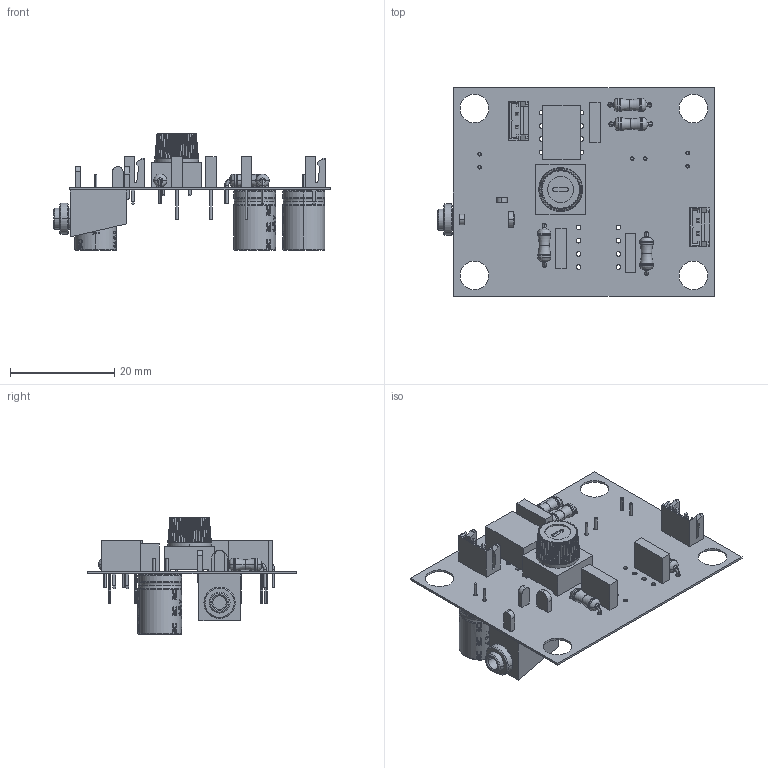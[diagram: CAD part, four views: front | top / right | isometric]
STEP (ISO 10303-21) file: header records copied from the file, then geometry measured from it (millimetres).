
FILE_DESCRIPTION(('Open CASCADE Model'),'2;1');
FILE_NAME('Open CASCADE Shape Model','2026-01-22T17:14:15',('Author'),( 'Open CASCADE'),'Open CASCADE STEP processor 7.5','Open CASCADE 7.5' ,'Unknown');
FILE_SCHEMA(('AUTOMOTIVE_DESIGN { 1 0 10303 214 1 1 1 1 }'));
Length unit declared in the file: millimetre
Products named in the file (16): Open CASCADE STEP translator 7.5 2; Open CASCADE STEP translator 7.5 3; Open CASCADE STEP translator 7.5 4; Open CASCADE STEP translator 7.5 5; Open CASCADE STEP translator 7.5 6; Open CASCADE STEP translator 7.5 7; Open CASCADE STEP translator 7.5 8; Open CASCADE STEP translator 7.5 9; Open CASCADE STEP translator 7.5 10; Open CASCADE STEP translator 7.5 11; Open CASCADE STEP translator 7.5 12; Open CASCADE STEP translator 7.5 13; Open CASCADE STEP translator 7.5 14; Open CASCADE STEP translator 7.5 15; Open CASCADE STEP translator 7.5 16; Open CASCADE STEP translator 7.5 17
Bounding box: 53.04 x 40 x 22.42 mm (x, y, z)
Volume: 4791.3 mm3; surface area: 8005 mm2
Topology: 16 solids, 16 shells, 909 faces, 2899 edges, 2191 vertices
Faces by surface type: plane 352, cylinder 313, torus 84, bspline 80, cone 48, revolution 32
Full cylindrical faces by diameter (mm): 0.7 x15, 0.85 x8, 0.9 x20, 5.5 x4
Entity records: 47330 total; most frequent: CARTESIAN_POINT 16510, ORIENTED_EDGE 5798, DIRECTION 4618, EDGE_CURVE 2899, VERTEX_POINT 2191, AXIS2_PLACEMENT_3D 1754, FACE_BOUND 1178, EDGE_LOOP 1178
